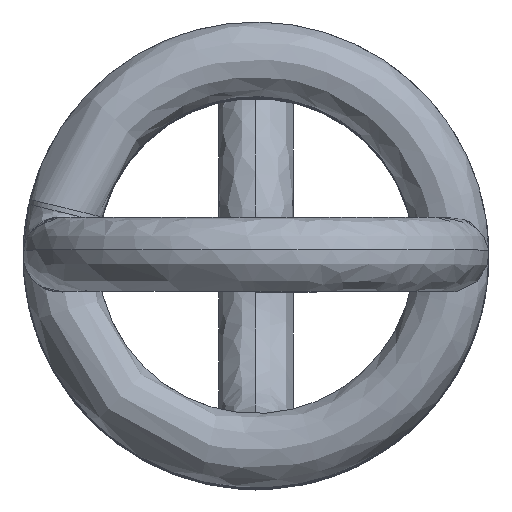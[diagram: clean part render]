
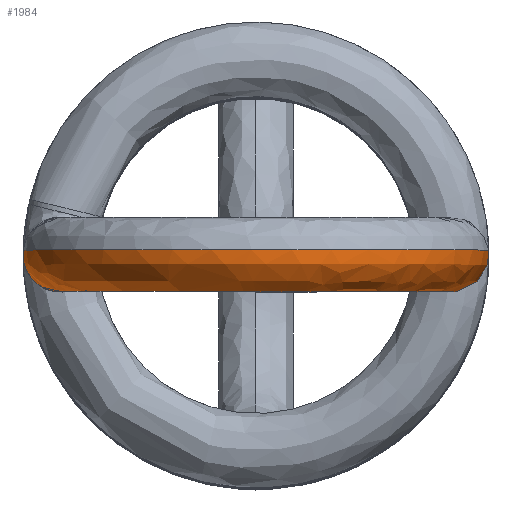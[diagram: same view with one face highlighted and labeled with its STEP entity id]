
A CAD part, top view. The second image highlights one B-rep face of the part: STEP entity #1984.
In plain terms, the highlighted free-form (B-spline) face has degree [3, 3] with [4, 7] control points.
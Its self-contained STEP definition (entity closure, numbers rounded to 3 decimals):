
#235 = CARTESIAN_POINT ( 'NONE',  ( 0., 0., -3.8 ) ) ;
#237 = ORIENTED_EDGE ( 'NONE', *, *, #3062, .T. ) ;
#277 = DIRECTION ( 'NONE',  ( -0.986, 0.119, -0.12 ) ) ;
#332 = CARTESIAN_POINT ( 'NONE',  ( -0.048, -0.842, -3.502 ) ) ;
#347 = CARTESIAN_POINT ( 'NONE',  ( -0.048, -0.048, -3.406 ) ) ;
#376 = CARTESIAN_POINT ( 'NONE',  ( 2.759, -0.747, -4.24 ) ) ;
#419 = VERTEX_POINT ( 'NONE', #1623 ) ;
#493 = CIRCLE ( 'NONE', #537, 0.4 ) ;
#537 = AXIS2_PLACEMENT_3D ( 'NONE', #235, #3016, #2151 ) ;
#551 = CARTESIAN_POINT ( 'NONE',  ( -2.59, -0.747, -1.748 ) ) ;
#588 = CIRCLE ( 'NONE', #1947, 0.4 ) ;
#597 = CARTESIAN_POINT ( 'NONE',  ( 3.75, -0.747, -1.716 ) ) ;
#614 = CARTESIAN_POINT ( 'NONE',  ( -1.656, -0.048, 0.133 ) ) ;
#660 = DIRECTION ( 'NONE',  ( -1., 0., -0.019 ) ) ;
#739 = ORIENTED_EDGE ( 'NONE', *, *, #2416, .F. ) ;
#779 = EDGE_CURVE ( 'NONE', #1976, #2509, #588, .T. ) ;
#804 = CARTESIAN_POINT ( 'NONE',  ( 2.467, -0.048, -1.826 ) ) ;
#819 = CARTESIAN_POINT ( 'NONE',  ( 0.048, -0.747, -4.29 ) ) ;
#833 = CARTESIAN_POINT ( 'NONE',  ( -1.706, -0.048, -1.652 ) ) ;
#1038 = CARTESIAN_POINT ( 'NONE',  ( 1.798, -0.747, 0.165 ) ) ;
#1059 = DIRECTION ( 'NONE',  ( -1., 0., 0.028 ) ) ;
#1070 = CARTESIAN_POINT ( 'NONE',  ( 1.737, -0.048, -3.456 ) ) ;
#1133 = DIRECTION ( 'NONE',  ( 0., 1., 0. ) ) ;
#1142 = AXIS2_PLACEMENT_3D ( 'NONE', #1353, #1133, #660 ) ;
#1248 = AXIS2_PLACEMENT_3D ( 'NONE', #2029, #1340, #1059 ) ;
#1277 = CARTESIAN_POINT ( 'NONE',  ( -2.64, -0.747, 0.963 ) ) ;
#1320 = CARTESIAN_POINT ( 'NONE',  ( 0.048, 0.048, -4.194 ) ) ;
#1335 = CARTESIAN_POINT ( 'NONE',  ( 3.611, 0.048, -1.713 ) ) ;
#1340 = DIRECTION ( 'NONE',  ( 0., 1., 0. ) ) ;
#1353 = CARTESIAN_POINT ( 'NONE',  ( 0., 0.048, -1.7 ) ) ;
#1512 = CARTESIAN_POINT ( 'NONE',  ( 2.606, -0.842, -1.829 ) ) ;
#1526 = CARTESIAN_POINT ( 'NONE',  ( -1.706, -0.048, -1.652 ) ) ;
#1555 = CARTESIAN_POINT ( 'NONE',  ( 2.659, 0.048, -4.144 ) ) ;
#1623 = CARTESIAN_POINT ( 'NONE',  ( -0.048, -0.048, -3.406 ) ) ;
#1704 = DIRECTION ( 'NONE',  ( 0.119, -0.014, -0.993 ) ) ;
#1720 = EDGE_CURVE ( 'NONE', #419, #2035, #493, .T. ) ;
#1732 = CARTESIAN_POINT ( 'NONE',  ( -2.1, 0., -1.7 ) ) ;
#1759 = CARTESIAN_POINT ( 'NONE',  ( 1.73, 0.048, 0.098 ) ) ;
#1772 = CARTESIAN_POINT ( 'NONE',  ( -2.494, 0.048, -1.748 ) ) ;
#1788 = CARTESIAN_POINT ( 'NONE',  ( 1.838, -0.842, -3.552 ) ) ;
#1947 = AXIS2_PLACEMENT_3D ( 'NONE', #1732, #1704, #277 ) ;
#1976 = VERTEX_POINT ( 'NONE', #1526 ) ;
#1984 = ADVANCED_FACE ( 'NONE', ( #2954 ), #3091, .F. ) ;
#1996 = CARTESIAN_POINT ( 'NONE',  ( -0.152, 0.048, 1.908 ) ) ;
#2029 = CARTESIAN_POINT ( 'NONE',  ( 0., -0.048, -1.7 ) ) ;
#2035 = VERTEX_POINT ( 'NONE', #1320 ) ;
#2041 = CARTESIAN_POINT ( 'NONE',  ( 0.013, -0.048, 0.77 ) ) ;
#2084 = ORIENTED_EDGE ( 'NONE', *, *, #779, .F. ) ;
#2151 = DIRECTION ( 'NONE',  ( 0.12, 0.119, -0.986 ) ) ;
#2159 = CARTESIAN_POINT ( 'NONE',  ( -2.494, 0.048, -1.748 ) ) ;
#2248 = CARTESIAN_POINT ( 'NONE',  ( -2.544, 0.048, 0.863 ) ) ;
#2374 = EDGE_LOOP ( 'NONE', ( #2084, #237, #3013, #739 ) ) ;
#2416 = EDGE_CURVE ( 'NONE', #2509, #2035, #2490, .T. ) ;
#2490 = CIRCLE ( 'NONE', #1142, 2.495 ) ;
#2509 = VERTEX_POINT ( 'NONE', #2159 ) ;
#2514 = CARTESIAN_POINT ( 'NONE',  ( 0.048, 0.048, -4.194 ) ) ;
#2529 = CARTESIAN_POINT ( 'NONE',  ( -1.751, -0.842, 0.234 ) ) ;
#2593 = CIRCLE ( 'NONE', #1248, 1.706 ) ;
#2732 = CARTESIAN_POINT ( 'NONE',  ( 1.24, -0.048, -0.528 ) ) ;
#2747 = CARTESIAN_POINT ( 'NONE',  ( -0.155, -0.747, 2.047 ) ) ;
#2762 = CARTESIAN_POINT ( 'NONE',  ( 1.308, -0.842, -0.46 ) ) ;
#2954 = FACE_OUTER_BOUND ( 'NONE', #2374, .T. ) ;
#2984 = CARTESIAN_POINT ( 'NONE',  ( -1.802, -0.842, -1.652 ) ) ;
#3002 = CARTESIAN_POINT ( 'NONE',  ( 0.01, -0.842, 0.909 ) ) ;
#3013 = ORIENTED_EDGE ( 'NONE', *, *, #1720, .T. ) ;
#3016 = DIRECTION ( 'NONE',  ( 0.993, -0.014, 0.119 ) ) ;
#3062 = EDGE_CURVE ( 'NONE', #1976, #419, #2593, .T. ) ;
#3091 =( BOUNDED_SURFACE ( )  B_SPLINE_SURFACE ( 3, 3, ( 
 ( #833, #614, #2041, #2732, #804, #1070, #347 ),
 ( #2984, #2529, #3002, #2762, #1512, #1788, #332 ),
 ( #551, #1277, #2747, #1038, #597, #376, #819 ),
 ( #1772, #2248, #1996, #1759, #1335, #1555, #2514 ) ),
 .UNSPECIFIED., .F., .F., .F. ) 
 B_SPLINE_SURFACE_WITH_KNOTS ( ( 4, 4 ),
 ( 4, 3, 4 ),
 ( 0., 1. ),
 ( 0., 0.5, 1. ),
 .UNSPECIFIED. ) 
 GEOMETRIC_REPRESENTATION_ITEM ( )  RATIONAL_B_SPLINE_SURFACE ( (
 ( 1., 0.588, 0.588, 1., 0.588, 0.588, 1.),
 ( 0.333, 0.196, 0.196, 0.333, 0.196, 0.196, 0.333),
 ( 0.333, 0.196, 0.196, 0.333, 0.196, 0.196, 0.333),
 ( 1., 0.588, 0.588, 1., 0.588, 0.588, 1.) ) ) 
 REPRESENTATION_ITEM ( '' )  SURFACE ( )  );
